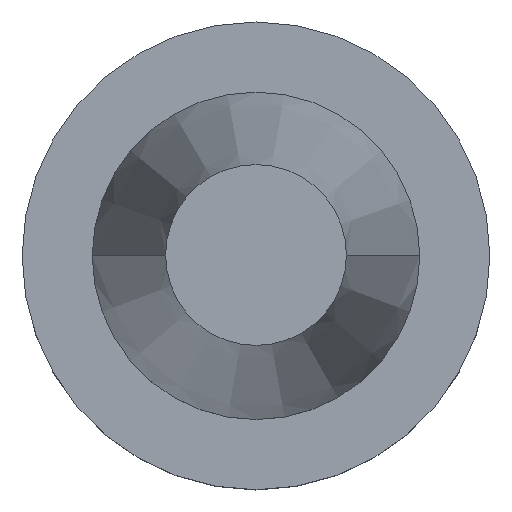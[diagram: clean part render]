
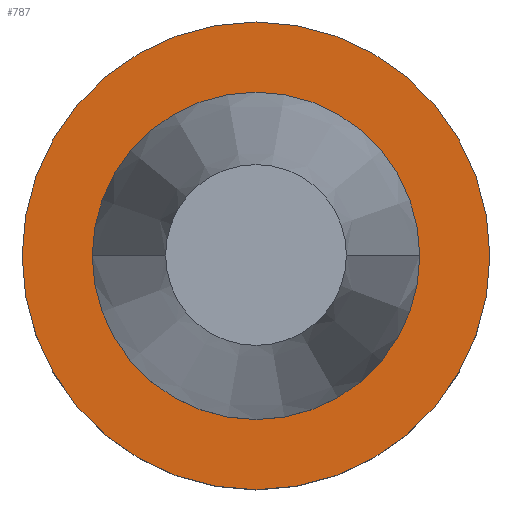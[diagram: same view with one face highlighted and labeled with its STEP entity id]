
A CAD part, top view. The second image highlights one B-rep face of the part: STEP entity #787.
In plain terms, the highlighted planar face has unit normal (0, 0, 1).
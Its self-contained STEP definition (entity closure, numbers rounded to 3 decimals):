
#25 = VERTEX_POINT ( 'NONE', #770 ) ;
#41 = DIRECTION ( 'NONE',  ( 1., 0., 0. ) ) ;
#52 = EDGE_LOOP ( 'NONE', ( #720, #753 ) ) ;
#68 = CARTESIAN_POINT ( 'NONE',  ( 0., 0., -1. ) ) ;
#101 = EDGE_CURVE ( 'NONE', #167, #357, #763, .T. ) ;
#128 = CARTESIAN_POINT ( 'NONE',  ( 0., 0., -1. ) ) ;
#135 = VERTEX_POINT ( 'NONE', #631 ) ;
#151 = CIRCLE ( 'NONE', #723, 31.75 ) ;
#167 = VERTEX_POINT ( 'NONE', #455 ) ;
#181 = DIRECTION ( 'NONE',  ( 0., 0., 1. ) ) ;
#219 = DIRECTION ( 'NONE',  ( -1., 0., 0. ) ) ;
#268 = EDGE_CURVE ( 'NONE', #357, #167, #389, .T. ) ;
#286 = FACE_BOUND ( 'NONE', #289, .T. ) ;
#289 = EDGE_LOOP ( 'NONE', ( #580, #793 ) ) ;
#301 = AXIS2_PLACEMENT_3D ( 'NONE', #810, #480, #219 ) ;
#313 = DIRECTION ( 'NONE',  ( 0., 0., 1. ) ) ;
#357 = VERTEX_POINT ( 'NONE', #429 ) ;
#379 = DIRECTION ( 'NONE',  ( 1., 0., 0. ) ) ;
#383 = CARTESIAN_POINT ( 'NONE',  ( 0., 0., -1. ) ) ;
#389 = CIRCLE ( 'NONE', #676, 22.225 ) ;
#407 = DIRECTION ( 'NONE',  ( 0., 0., 1. ) ) ;
#429 = CARTESIAN_POINT ( 'NONE',  ( -22.225, 0., -1. ) ) ;
#449 = AXIS2_PLACEMENT_3D ( 'NONE', #383, #181, #511 ) ;
#455 = CARTESIAN_POINT ( 'NONE',  ( 22.225, 0., -1. ) ) ;
#468 = EDGE_CURVE ( 'NONE', #25, #135, #151, .T. ) ;
#476 = CIRCLE ( 'NONE', #449, 31.75 ) ;
#480 = DIRECTION ( 'NONE',  ( 0., 0., -1. ) ) ;
#511 = DIRECTION ( 'NONE',  ( 1., 0., 0. ) ) ;
#544 = PLANE ( 'NONE',  #301 ) ;
#546 = DIRECTION ( 'NONE',  ( 1., 0., 0. ) ) ;
#568 = EDGE_CURVE ( 'NONE', #135, #25, #476, .T. ) ;
#580 = ORIENTED_EDGE ( 'NONE', *, *, #101, .F. ) ;
#588 = AXIS2_PLACEMENT_3D ( 'NONE', #128, #313, #379 ) ;
#614 = DIRECTION ( 'NONE',  ( 0., 0., 1. ) ) ;
#631 = CARTESIAN_POINT ( 'NONE',  ( -31.75, 0., -1. ) ) ;
#676 = AXIS2_PLACEMENT_3D ( 'NONE', #68, #407, #546 ) ;
#720 = ORIENTED_EDGE ( 'NONE', *, *, #468, .T. ) ;
#723 = AXIS2_PLACEMENT_3D ( 'NONE', #837, #614, #41 ) ;
#738 = FACE_OUTER_BOUND ( 'NONE', #52, .T. ) ;
#753 = ORIENTED_EDGE ( 'NONE', *, *, #568, .T. ) ;
#763 = CIRCLE ( 'NONE', #588, 22.225 ) ;
#770 = CARTESIAN_POINT ( 'NONE',  ( 31.75, 0., -1. ) ) ;
#787 = ADVANCED_FACE ( 'NONE', ( #286, #738 ), #544, .F. ) ;
#793 = ORIENTED_EDGE ( 'NONE', *, *, #268, .F. ) ;
#810 = CARTESIAN_POINT ( 'NONE',  ( 0., 31.75, -1. ) ) ;
#837 = CARTESIAN_POINT ( 'NONE',  ( 0., 0., -1. ) ) ;
